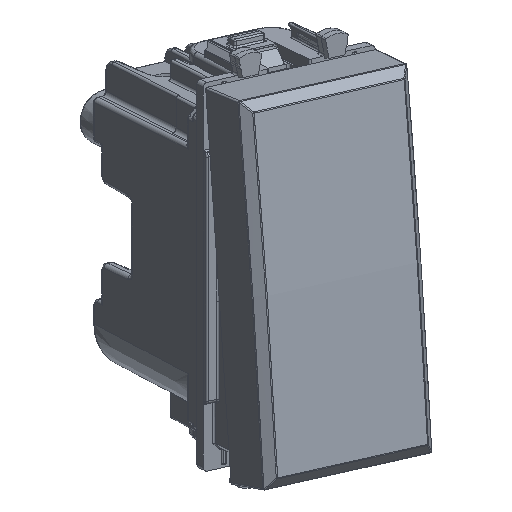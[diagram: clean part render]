
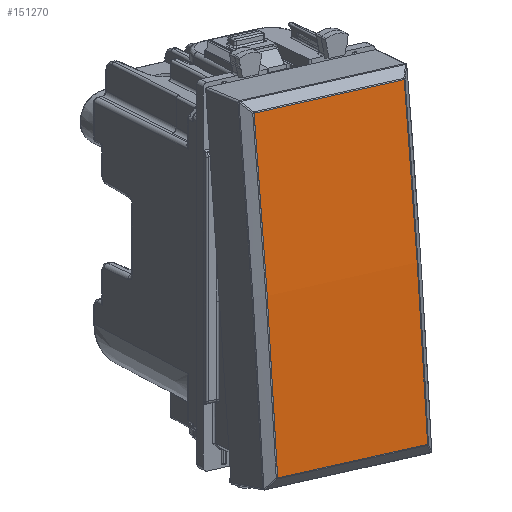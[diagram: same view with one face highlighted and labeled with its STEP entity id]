
A CAD part, top view. The second image highlights one B-rep face of the part: STEP entity #151270.
In plain terms, the highlighted cylindrical face has radius 791.456 mm (diameter 1582.91 mm), a partial arc.
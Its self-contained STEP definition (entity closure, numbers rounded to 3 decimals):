
#151037=CARTESIAN_POINT('Vertex',(9.75,-20.496,15.335)) ;
#151060=CARTESIAN_POINT('Vertex',(-9.75,-20.496,15.335)) ;
#151063=CARTESIAN_POINT('Line Origine',(0.,-20.496,15.335)) ;
#151133=CARTESIAN_POINT('Vertex',(-9.75,20.496,15.335)) ;
#151137=CARTESIAN_POINT('Control Point',(-9.75,-20.496,15.335)) ;
#151138=CARTESIAN_POINT('Control Point',(-9.745,-12.299,15.547)) ;
#151139=CARTESIAN_POINT('Control Point',(-9.742,-4.1,15.653)) ;
#151140=CARTESIAN_POINT('Control Point',(-9.742,4.1,15.653)) ;
#151141=CARTESIAN_POINT('Control Point',(-9.745,12.299,15.547)) ;
#151142=CARTESIAN_POINT('Control Point',(-9.75,20.496,15.335)) ;
#151176=CARTESIAN_POINT('Vertex',(9.75,20.496,15.335)) ;
#151179=CARTESIAN_POINT('Line Origine',(0.,20.496,15.335)) ;
#151245=CARTESIAN_POINT('Control Point',(9.75,-20.496,15.335)) ;
#151246=CARTESIAN_POINT('Control Point',(9.745,-12.299,15.547)) ;
#151247=CARTESIAN_POINT('Control Point',(9.742,-4.1,15.653)) ;
#151248=CARTESIAN_POINT('Control Point',(9.742,4.1,15.653)) ;
#151249=CARTESIAN_POINT('Control Point',(9.745,12.299,15.547)) ;
#151250=CARTESIAN_POINT('Control Point',(9.75,20.496,15.335)) ;
#151259=CARTESIAN_POINT('Axis2P3D Location',(0.,0.,-775.856)) ;
#151064=DIRECTION('Vector Direction',(1.,0.,0.)) ;
#151180=DIRECTION('Vector Direction',(1.,0.,0.)) ;
#151260=DIRECTION('Axis2P3D Direction',(-1.,0.,0.)) ;
#151261=DIRECTION('Axis2P3D XDirection',(0.,-0.028,1.)) ;
#151262=AXIS2_PLACEMENT_3D('Cylinder Axis2P3D',#151259,#151260,#151261) ;
#151265=ORIENTED_EDGE('',*,*,#151251,.T.) ;
#151266=ORIENTED_EDGE('',*,*,#151183,.T.) ;
#151267=ORIENTED_EDGE('',*,*,#151143,.T.) ;
#151268=ORIENTED_EDGE('',*,*,#151067,.T.) ;
#151065=VECTOR('Line Direction',#151064,1.) ;
#151181=VECTOR('Line Direction',#151180,1.) ;
#151270=ADVANCED_FACE('PartBody',(#151269),#151263,.T.) ;
#151136=B_SPLINE_CURVE_WITH_KNOTS('',5,(#151137,#151138,#151139,#151140,#151141,#151142),.UNSPECIFIED.,.F.,.U.,(6,6),(17.303,88.274),.UNSPECIFIED.) ;
#151244=B_SPLINE_CURVE_WITH_KNOTS('',5,(#151245,#151246,#151247,#151248,#151249,#151250),.UNSPECIFIED.,.F.,.U.,(6,6),(17.303,88.274),.UNSPECIFIED.) ;
#151263=CYLINDRICAL_SURFACE('generated cylinder',#151262,791.456) ;
#151067=EDGE_CURVE('',#151061,#151038,#151066,.T.) ;
#151143=EDGE_CURVE('',#151134,#151061,#151136,.F.) ;
#151183=EDGE_CURVE('',#151177,#151134,#151182,.F.) ;
#151251=EDGE_CURVE('',#151038,#151177,#151244,.T.) ;
#151264=EDGE_LOOP('',(#151265,#151266,#151267,#151268)) ;
#151269=FACE_OUTER_BOUND('',#151264,.T.) ;
#151066=LINE('Line',#151063,#151065) ;
#151182=LINE('Line',#151179,#151181) ;
#151038=VERTEX_POINT('',#151037) ;
#151061=VERTEX_POINT('',#151060) ;
#151134=VERTEX_POINT('',#151133) ;
#151177=VERTEX_POINT('',#151176) ;
